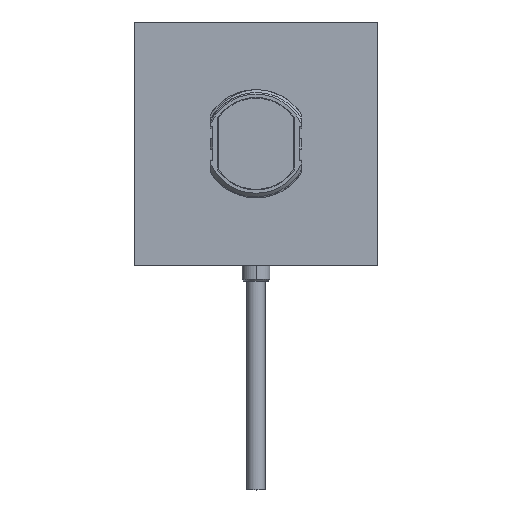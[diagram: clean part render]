
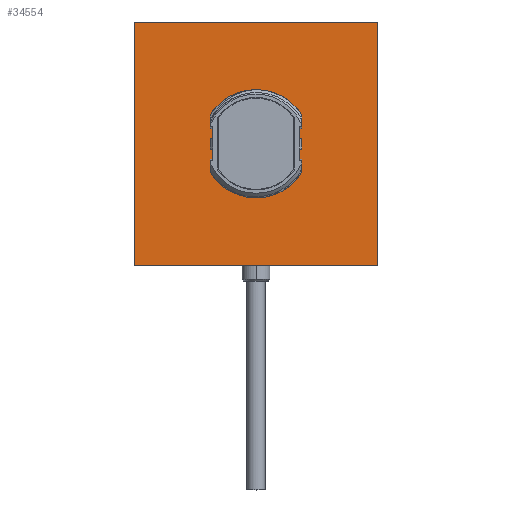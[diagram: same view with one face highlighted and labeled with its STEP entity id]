
A CAD part, top view. The second image highlights one B-rep face of the part: STEP entity #34554.
In plain terms, the highlighted face is planar.
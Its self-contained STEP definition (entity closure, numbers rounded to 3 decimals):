
#34515=DIRECTION('',(0.,-1.,0.));
#34516=VECTOR('',#34515,40.);
#34517=CARTESIAN_POINT('',(-20.,20.,1.935));
#34518=LINE('',#34517,#34516);
#34519=DIRECTION('',(1.,0.,0.));
#34520=VECTOR('',#34519,40.);
#34521=CARTESIAN_POINT('',(-20.,-20.,1.935));
#34522=LINE('',#34521,#34520);
#34523=DIRECTION('',(0.,1.,0.));
#34524=VECTOR('',#34523,40.);
#34525=CARTESIAN_POINT('',(20.,-20.,1.935));
#34526=LINE('',#34525,#34524);
#34527=DIRECTION('',(-1.,0.,0.));
#34528=VECTOR('',#34527,40.);
#34529=CARTESIAN_POINT('',(20.,20.,1.935));
#34530=LINE('',#34529,#34528);
#34531=CARTESIAN_POINT('',(-20.,-20.,1.935));
#34532=CARTESIAN_POINT('',(-20.,20.,1.935));
#34533=VERTEX_POINT('',#34531);
#34534=VERTEX_POINT('',#34532);
#34535=CARTESIAN_POINT('',(20.,-20.,1.935));
#34536=CARTESIAN_POINT('',(20.,20.,1.935));
#34537=VERTEX_POINT('',#34535);
#34538=VERTEX_POINT('',#34536);
#34539=CARTESIAN_POINT('',(-20.,-20.,1.935));
#34540=DIRECTION('',(0.,0.,-1.));
#34541=DIRECTION('',(0.,1.,0.));
#34542=AXIS2_PLACEMENT_3D('',#34539,#34540,#34541);
#34543=PLANE('',#34542);
#34545=ORIENTED_EDGE('',*,*,#34544,.T.);
#34547=ORIENTED_EDGE('',*,*,#34546,.T.);
#34549=ORIENTED_EDGE('',*,*,#34548,.T.);
#34551=ORIENTED_EDGE('',*,*,#34550,.T.);
#34552=EDGE_LOOP('',(#34545,#34547,#34549,#34551));
#34553=FACE_OUTER_BOUND('',#34552,.F.);
#34554=ADVANCED_FACE('',(#34553),#34543,.T.);
#34544=EDGE_CURVE('',#34534,#34533,#34518,.T.);
#34546=EDGE_CURVE('',#34533,#34537,#34522,.T.);
#34548=EDGE_CURVE('',#34537,#34538,#34526,.T.);
#34550=EDGE_CURVE('',#34538,#34534,#34530,.T.);
